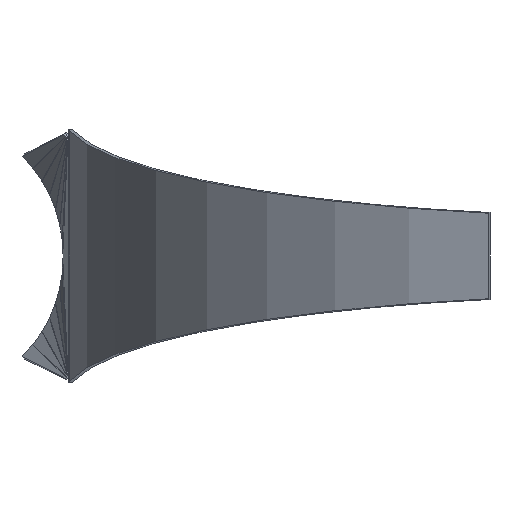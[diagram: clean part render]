
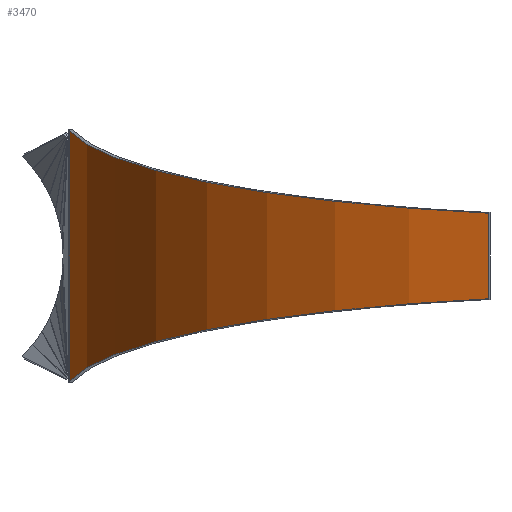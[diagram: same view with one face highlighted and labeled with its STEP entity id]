
A CAD part, front view. The second image highlights one B-rep face of the part: STEP entity #3470.
In plain terms, the highlighted cylindrical face has radius 403 mm (diameter 806 mm), a partial arc.
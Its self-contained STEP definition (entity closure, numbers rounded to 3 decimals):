
#3355=CARTESIAN_POINT('',(849.164,-979.907,-29.5));
#3356=VERTEX_POINT('',#3355);
#3363=CARTESIAN_POINT('',(559.651,-652.454,-86.437));
#3364=VERTEX_POINT('',#3363);
#3365=CARTESIAN_POINT('',(958.076,-591.903,-96.965));
#3366=DIRECTION('',(0.,-0.171,-0.985));
#3367=DIRECTION('',(0.,-0.985,0.171));
#3368=AXIS2_PLACEMENT_3D('',#3365,#3366,#3367);
#3369=ELLIPSE('',#3368,409.047,403.);
#3370=EDGE_CURVE('',#3356,#3364,#3369,.T.);
#3404=CARTESIAN_POINT('',(559.651,-652.454,86.437));
#3405=VERTEX_POINT('',#3404);
#3413=CARTESIAN_POINT('',(849.164,-979.907,29.5));
#3414=VERTEX_POINT('',#3413);
#3415=CARTESIAN_POINT('',(958.076,-591.903,96.965));
#3416=DIRECTION('',(0.,0.171,-0.985));
#3417=DIRECTION('',(0.,-0.985,-0.171));
#3418=AXIS2_PLACEMENT_3D('',#3415,#3416,#3417);
#3419=ELLIPSE('',#3418,409.047,403.);
#3420=EDGE_CURVE('',#3414,#3405,#3419,.T.);
#3449=CARTESIAN_POINT('',(958.076,-591.903,50.0));
#3450=DIRECTION('',(0.0,0.0,1.0));
#3451=DIRECTION('',(-0.989,-0.15,0.0));
#3452=AXIS2_PLACEMENT_3D('',#3449,#3450,#3451);
#3453=CYLINDRICAL_SURFACE('',#3452,403.);
#3454=ORIENTED_EDGE('',*,*,#3420,.T.);
#3455=CARTESIAN_POINT('',(559.651,-652.454,-86.437));
#3456=DIRECTION('',(0.0,0.0,1.0));
#3457=VECTOR('',#3456,172.873);
#3458=LINE('',#3455,#3457);
#3459=EDGE_CURVE('',#3364,#3405,#3458,.T.);
#3460=ORIENTED_EDGE('',*,*,#3459,.F.);
#3461=ORIENTED_EDGE('',*,*,#3370,.F.);
#3462=CARTESIAN_POINT('',(849.164,-979.907,29.5));
#3463=DIRECTION('',(0.0,0.0,-1.0));
#3464=VECTOR('',#3463,59.);
#3465=LINE('',#3462,#3464);
#3466=EDGE_CURVE('',#3414,#3356,#3465,.T.);
#3467=ORIENTED_EDGE('',*,*,#3466,.F.);
#3468=EDGE_LOOP('',(#3454,#3460,#3461,#3467));
#3469=FACE_OUTER_BOUND('',#3468,.T.);
#3470=ADVANCED_FACE('',(#3469),#3453,.T.);
